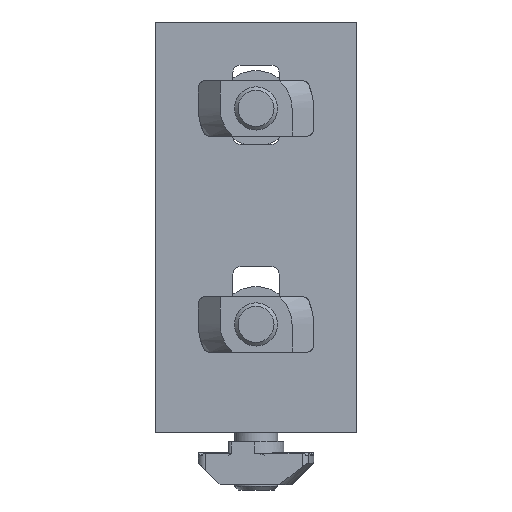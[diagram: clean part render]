
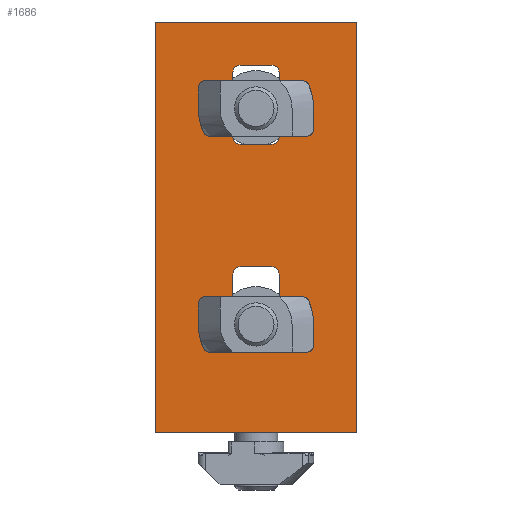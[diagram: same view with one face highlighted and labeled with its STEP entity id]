
A CAD part, front view. The second image highlights one B-rep face of the part: STEP entity #1686.
In plain terms, the highlighted face is planar.
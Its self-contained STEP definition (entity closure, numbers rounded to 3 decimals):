
#1686=ADVANCED_FACE('',(#1831,#1832,#1833),#1834,.T.);
#1831=FACE_BOUND('',#2072,.T.);
#1832=FACE_BOUND('',#2073,.T.);
#1833=FACE_OUTER_BOUND('',#2074,.T.);
#1834=PLANE('',#2075);
#2072=EDGE_LOOP('',(#2385,#2386,#2387,#2388,#2389,#2390,#2391,#2392));
#2073=EDGE_LOOP('',(#2393,#2394,#2395,#2396,#2397,#2398,#2399,#2400));
#2074=EDGE_LOOP('',(#2401,#2402,#2403,#2404));
#2075=AXIS2_PLACEMENT_3D('',#2405,#2406,#2407);
#2385=ORIENTED_EDGE('',*,*,#3291,.T.);
#2386=ORIENTED_EDGE('',*,*,#3292,.T.);
#2387=ORIENTED_EDGE('',*,*,#3293,.T.);
#2388=ORIENTED_EDGE('',*,*,#3262,.T.);
#2389=ORIENTED_EDGE('',*,*,#3256,.T.);
#2390=ORIENTED_EDGE('',*,*,#3259,.T.);
#2391=ORIENTED_EDGE('',*,*,#3294,.T.);
#2392=ORIENTED_EDGE('',*,*,#3295,.T.);
#2393=ORIENTED_EDGE('',*,*,#3296,.T.);
#2394=ORIENTED_EDGE('',*,*,#3297,.T.);
#2395=ORIENTED_EDGE('',*,*,#3298,.T.);
#2396=ORIENTED_EDGE('',*,*,#3299,.T.);
#2397=ORIENTED_EDGE('',*,*,#3300,.T.);
#2398=ORIENTED_EDGE('',*,*,#3301,.T.);
#2399=ORIENTED_EDGE('',*,*,#3302,.T.);
#2400=ORIENTED_EDGE('',*,*,#3303,.T.);
#2401=ORIENTED_EDGE('',*,*,#3304,.F.);
#2402=ORIENTED_EDGE('',*,*,#3305,.T.);
#2403=ORIENTED_EDGE('',*,*,#3282,.T.);
#2404=ORIENTED_EDGE('',*,*,#3306,.F.);
#2405=CARTESIAN_POINT('',(0.0,31.0,-14.0));
#2406=DIRECTION('',(-1.0,0.,0.0));
#2407=DIRECTION('',(0.,-1.0,0.0));
#3256=EDGE_CURVE('',#3554,#3558,#3560,.F.);
#3259=EDGE_CURVE('',#3558,#3563,#3565,.T.);
#3262=EDGE_CURVE('',#3567,#3554,#3570,.T.);
#3282=EDGE_CURVE('',#3603,#3608,#3610,.T.);
#3291=EDGE_CURVE('',#3627,#3628,#3629,.F.);
#3292=EDGE_CURVE('',#3628,#3630,#3631,.T.);
#3293=EDGE_CURVE('',#3630,#3567,#3632,.F.);
#3294=EDGE_CURVE('',#3563,#3633,#3634,.F.);
#3295=EDGE_CURVE('',#3633,#3627,#3635,.T.);
#3296=EDGE_CURVE('',#3636,#3637,#3638,.F.);
#3297=EDGE_CURVE('',#3637,#3639,#3640,.T.);
#3298=EDGE_CURVE('',#3639,#3641,#3642,.F.);
#3299=EDGE_CURVE('',#3641,#3643,#3644,.T.);
#3300=EDGE_CURVE('',#3643,#3645,#3646,.F.);
#3301=EDGE_CURVE('',#3645,#3647,#3648,.T.);
#3302=EDGE_CURVE('',#3647,#3649,#3650,.F.);
#3303=EDGE_CURVE('',#3649,#3636,#3651,.T.);
#3304=EDGE_CURVE('',#3652,#3653,#3654,.T.);
#3305=EDGE_CURVE('',#3652,#3603,#3655,.T.);
#3306=EDGE_CURVE('',#3653,#3608,#3656,.T.);
#3554=VERTEX_POINT('',#4055);
#3558=VERTEX_POINT('',#4060);
#3560=CIRCLE('',#4063,1.0);
#3563=VERTEX_POINT('',#4067);
#3565=LINE('',#4070,#4071);
#3567=VERTEX_POINT('',#4073);
#3570=LINE('',#4078,#4079);
#3603=VERTEX_POINT('',#4120);
#3608=VERTEX_POINT('',#4127);
#3610=LINE('',#4130,#4131);
#3627=VERTEX_POINT('',#4156);
#3628=VERTEX_POINT('',#4157);
#3629=CIRCLE('',#4158,1.0);
#3630=VERTEX_POINT('',#4159);
#3631=LINE('',#4160,#4161);
#3632=CIRCLE('',#4162,1.0);
#3633=VERTEX_POINT('',#4163);
#3634=CIRCLE('',#4164,1.0);
#3635=LINE('',#4165,#4166);
#3636=VERTEX_POINT('',#4167);
#3637=VERTEX_POINT('',#4168);
#3638=CIRCLE('',#4169,1.0);
#3639=VERTEX_POINT('',#4170);
#3640=LINE('',#4171,#4172);
#3641=VERTEX_POINT('',#4173);
#3642=CIRCLE('',#4174,1.0);
#3643=VERTEX_POINT('',#4175);
#3644=LINE('',#4176,#4177);
#3645=VERTEX_POINT('',#4178);
#3646=CIRCLE('',#4179,1.0);
#3647=VERTEX_POINT('',#4180);
#3648=LINE('',#4181,#4182);
#3649=VERTEX_POINT('',#4183);
#3650=CIRCLE('',#4184,1.0);
#3651=LINE('',#4185,#4186);
#3652=VERTEX_POINT('',#4187);
#3653=VERTEX_POINT('',#4188);
#3654=LINE('',#4189,#4190);
#3655=LINE('',#4191,#4192);
#3656=LINE('',#4193,#4194);
#4055=CARTESIAN_POINT('',(0.,51.0,2.2));
#4060=CARTESIAN_POINT('',(0.,50.0,3.2));
#4063=AXIS2_PLACEMENT_3D('',#4910,#4911,#4912);
#4067=CARTESIAN_POINT('',(0.,41.0,3.2));
#4070=CARTESIAN_POINT('',(0.,31.0,3.2));
#4071=VECTOR('',#4915,1.0);
#4073=CARTESIAN_POINT('',(0.,51.0,-2.2));
#4078=CARTESIAN_POINT('',(0.,51.0,-14.0));
#4079=VECTOR('',#4918,1.0);
#4120=CARTESIAN_POINT('',(0.,0.0,-14.0));
#4127=CARTESIAN_POINT('',(0.,0.0,14.0));
#4130=CARTESIAN_POINT('',(0.,0.0,-14.0));
#4131=VECTOR('',#4954,1.0);
#4156=CARTESIAN_POINT('',(0.,40.0,-2.2));
#4157=CARTESIAN_POINT('',(0.,41.0,-3.2));
#4158=AXIS2_PLACEMENT_3D('',#4963,#4964,#4965);
#4159=CARTESIAN_POINT('',(0.,50.0,-3.2));
#4160=CARTESIAN_POINT('',(0.,31.0,-3.2));
#4161=VECTOR('',#4966,1.0);
#4162=AXIS2_PLACEMENT_3D('',#4967,#4968,#4969);
#4163=CARTESIAN_POINT('',(0.,40.0,2.2));
#4164=AXIS2_PLACEMENT_3D('',#4970,#4971,#4972);
#4165=CARTESIAN_POINT('',(0.,40.0,-14.0));
#4166=VECTOR('',#4973,1.0);
#4167=CARTESIAN_POINT('',(0.,12.,-2.2));
#4168=CARTESIAN_POINT('',(0.,13.,-3.2));
#4169=AXIS2_PLACEMENT_3D('',#4974,#4975,#4976);
#4170=CARTESIAN_POINT('',(0.,22.0,-3.2));
#4171=CARTESIAN_POINT('',(0.,31.0,-3.2));
#4172=VECTOR('',#4977,1.0);
#4173=CARTESIAN_POINT('',(0.,23.0,-2.2));
#4174=AXIS2_PLACEMENT_3D('',#4978,#4979,#4980);
#4175=CARTESIAN_POINT('',(0.,23.0,2.2));
#4176=CARTESIAN_POINT('',(0.,23.0,-14.0));
#4177=VECTOR('',#4981,1.0);
#4178=CARTESIAN_POINT('',(0.,22.0,3.2));
#4179=AXIS2_PLACEMENT_3D('',#4982,#4983,#4984);
#4180=CARTESIAN_POINT('',(0.,13.,3.2));
#4181=CARTESIAN_POINT('',(0.,31.0,3.2));
#4182=VECTOR('',#4985,1.0);
#4183=CARTESIAN_POINT('',(0.,12.,2.2));
#4184=AXIS2_PLACEMENT_3D('',#4986,#4987,#4988);
#4185=CARTESIAN_POINT('',(0.,12.,-14.0));
#4186=VECTOR('',#4989,1.0);
#4187=CARTESIAN_POINT('',(0.,57.0,-14.0));
#4188=CARTESIAN_POINT('',(0.,57.0,14.0));
#4189=CARTESIAN_POINT('',(0.0,57.0,-87.681));
#4190=VECTOR('',#4990,1.0);
#4191=CARTESIAN_POINT('',(0.0,31.0,-14.0));
#4192=VECTOR('',#4991,1.0);
#4193=CARTESIAN_POINT('',(0.0,31.0,14.0));
#4194=VECTOR('',#4992,1.0);
#4910=CARTESIAN_POINT('',(0.,50.0,2.2));
#4911=DIRECTION('',(-1.0,0.,0.0));
#4912=DIRECTION('',(0.,-1.0,0.0));
#4915=DIRECTION('',(0.,-1.0,0.));
#4918=DIRECTION('',(0.0,0.0,1.0));
#4954=DIRECTION('',(0.0,0.0,1.0));
#4963=CARTESIAN_POINT('',(0.,41.0,-2.2));
#4964=DIRECTION('',(-1.0,0.,0.0));
#4965=DIRECTION('',(0.,-1.0,0.0));
#4966=DIRECTION('',(0.,1.0,0.));
#4967=CARTESIAN_POINT('',(0.,50.0,-2.2));
#4968=DIRECTION('',(-1.0,0.,0.0));
#4969=DIRECTION('',(0.,-1.0,0.0));
#4970=CARTESIAN_POINT('',(0.,41.0,2.2));
#4971=DIRECTION('',(-1.0,0.,0.0));
#4972=DIRECTION('',(0.,-1.0,0.0));
#4973=DIRECTION('',(0.0,0.0,-1.0));
#4974=CARTESIAN_POINT('',(0.,13.,-2.2));
#4975=DIRECTION('',(-1.0,0.,0.0));
#4976=DIRECTION('',(0.,-1.0,0.0));
#4977=DIRECTION('',(0.,1.0,0.));
#4978=CARTESIAN_POINT('',(0.,22.0,-2.2));
#4979=DIRECTION('',(-1.0,0.,0.0));
#4980=DIRECTION('',(0.,-1.0,0.0));
#4981=DIRECTION('',(0.0,0.0,1.0));
#4982=CARTESIAN_POINT('',(0.,22.0,2.2));
#4983=DIRECTION('',(-1.0,0.,0.0));
#4984=DIRECTION('',(0.,-1.0,0.0));
#4985=DIRECTION('',(0.,-1.0,0.));
#4986=CARTESIAN_POINT('',(0.,13.,2.2));
#4987=DIRECTION('',(-1.0,0.,0.0));
#4988=DIRECTION('',(0.,-1.0,0.0));
#4989=DIRECTION('',(0.0,0.0,-1.0));
#4990=DIRECTION('',(0.0,0.0,1.0));
#4991=DIRECTION('',(0.,-1.0,0.0));
#4992=DIRECTION('',(0.,-1.0,0.0));
